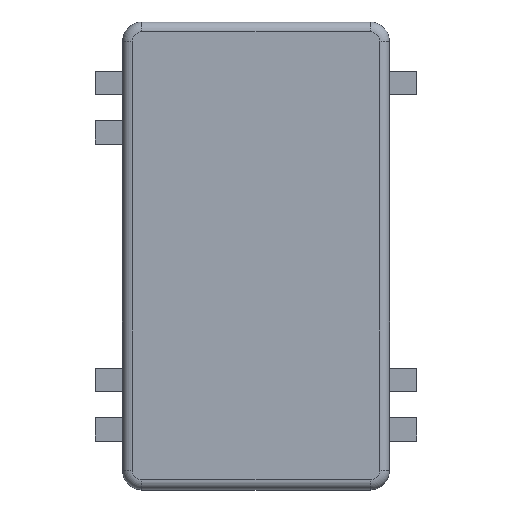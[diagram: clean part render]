
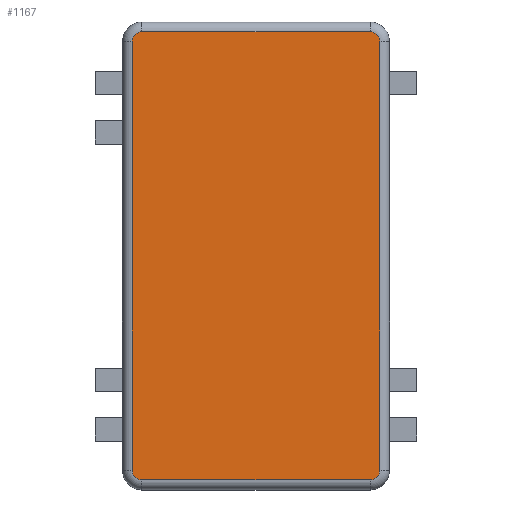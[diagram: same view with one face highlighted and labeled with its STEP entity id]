
A CAD part, top view. The second image highlights one B-rep face of the part: STEP entity #1167.
In plain terms, the highlighted planar face has unit normal (0, 0, 1).
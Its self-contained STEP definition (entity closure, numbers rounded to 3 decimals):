
#13=DIRECTION('',(0.,0.,1.));
#32=DIRECTION('',(-1.,0.,0.));
#33=DIRECTION('',(0.,1.,0.));
#37=VECTOR('',#38,1.);
#38=DIRECTION('',(0.,-1.));
#39=( GEOMETRIC_REPRESENTATION_CONTEXT(2) PARAMETRIC_REPRESENTATION_CONTEXT() REPRESENTATION_CONTEXT('2D SPACE','') );
#49=VECTOR('',#50,1.);
#50=DIRECTION('',(-1.,0.));
#57=VECTOR('',#33,1.);
#62=VECTOR('',#63,1.);
#63=DIRECTION('',(1.,0.));
#105=VECTOR('',#106,1.);
#106=DIRECTION('',(0.,1.));
#117=VECTOR('',#118,1.);
#118=DIRECTION('',(1.,0.,0.));
#153=DIRECTION('',(0.,-1.,0.));
#164=VECTOR('',#153,1.);
#200=VECTOR('',#32,1.);
#738=DEFINITIONAL_REPRESENTATION('',(#739),#39);
#739=LINE('',#740,#741);
#740=CARTESIAN_POINT('',(-1.571,0.));
#741=VECTOR('',#742,1.);
#742=DIRECTION('',(0.,1.));
#770=CYLINDRICAL_SURFACE('',#771,0.5);
#771=AXIS2_PLACEMENT_3D('',#772,#33,#118);
#772=CARTESIAN_POINT('',(6.35,-11.,7.75));
#812=AXIS2_PLACEMENT_3D('',#813,#13,#118);
#813=CARTESIAN_POINT('',(5.85,11.,7.75));
#819=TOROIDAL_SURFACE('',#812,0.5,0.5);
#870=DEFINITIONAL_REPRESENTATION('',(#871),#39);
#871=LINE('',#872,#105);
#872=CARTESIAN_POINT('',(6.35,-11.));
#878=VERTEX_POINT('',#879);
#879=CARTESIAN_POINT('',(6.35,-11.,8.25));
#887=TOROIDAL_SURFACE('',#888,0.5,0.5);
#888=AXIS2_PLACEMENT_3D('',#889,#13,#153);
#889=CARTESIAN_POINT('',(5.85,-11.,7.75));
#893=ORIENTED_EDGE('',*,*,#894,.T.);
#894=EDGE_CURVE('',#878,#895,#897,.T.);
#895=VERTEX_POINT('',#896);
#896=CARTESIAN_POINT('',(6.35,11.,8.25));
#897=SURFACE_CURVE('',#898,(#899,#900),.PCURVE_S1.);
#898=LINE('',#879,#57);
#899=PCURVE('',#770,#738);
#900=PCURVE('',#901,#870);
#901=PLANE('',#902);
#902=AXIS2_PLACEMENT_3D('',#903,#13,#118);
#903=CARTESIAN_POINT('',(0.,0.,8.25));
#914=CARTESIAN_POINT('',(0.,1.571));
#941=DIRECTION('',(0.,0.,1.));
#964=DEFINITIONAL_REPRESENTATION('',(#965),#39);
#965=CIRCLE('',#966,0.5);
#966=AXIS2_PLACEMENT_2D('',#967,#63);
#967=CARTESIAN_POINT('',(5.85,11.));
#988=VERTEX_POINT('',#989);
#989=CARTESIAN_POINT('',(5.85,11.5,8.25));
#993=CARTESIAN_POINT('',(5.85,11.5,7.75));
#996=CYLINDRICAL_SURFACE('',#997,0.5);
#997=AXIS2_PLACEMENT_3D('',#993,#32,#33);
#999=EDGE_CURVE('',#895,#988,#1000,.T.);
#1000=SURFACE_CURVE('',#1001,(#1004,#1007),.PCURVE_S1.);
#1001=CIRCLE('',#1002,0.5);
#1002=AXIS2_PLACEMENT_3D('',#1003,#13,#118);
#1003=CARTESIAN_POINT('',(5.85,11.,8.25));
#1004=PCURVE('',#819,#1005);
#1005=DEFINITIONAL_REPRESENTATION('',(#1006),#39);
#1006=LINE('',#914,#62);
#1007=PCURVE('',#901,#964);
#1065=DEFINITIONAL_REPRESENTATION('',(#1066),#39);
#1066=CIRCLE('',#1067,0.5);
#1067=AXIS2_PLACEMENT_2D('',#1068,#38);
#1068=CARTESIAN_POINT('',(5.85,-11.));
#1080=DEFINITIONAL_REPRESENTATION('',(#1081),#39);
#1081=LINE('',#1082,#49);
#1082=CARTESIAN_POINT('',(5.85,11.5));
#1091=DIRECTION('',(0.,0.,1.));
#1093=DEFINITIONAL_REPRESENTATION('',(#1094),#39);
#1094=CIRCLE('',#1095,0.5);
#1095=AXIS2_PLACEMENT_2D('',#1096,#106);
#1096=CARTESIAN_POINT('',(-5.85,11.));
#1108=DEFINITIONAL_REPRESENTATION('',(#1109),#39);
#1109=LINE('',#1110,#37);
#1110=CARTESIAN_POINT('',(-6.35,11.));
#1124=DEFINITIONAL_REPRESENTATION('',(#1125),#39);
#1125=CIRCLE('',#1126,0.5);
#1126=AXIS2_PLACEMENT_2D('',#1127,#50);
#1127=CARTESIAN_POINT('',(-5.85,-11.));
#1137=DEFINITIONAL_REPRESENTATION('',(#1138),#39);
#1138=LINE('',#1139,#62);
#1139=CARTESIAN_POINT('',(-5.85,-11.5));
#1147=VERTEX_POINT('',#1148);
#1148=CARTESIAN_POINT('',(5.85,-11.5,8.25));
#1155=CYLINDRICAL_SURFACE('',#1156,0.5);
#1156=AXIS2_PLACEMENT_3D('',#1157,#118,#153);
#1157=CARTESIAN_POINT('',(-5.85,-11.5,7.75));
#1160=EDGE_CURVE('',#1147,#878,#1161,.T.);
#1161=SURFACE_CURVE('',#1162,(#1165,#1166),.PCURVE_S1.);
#1162=CIRCLE('',#1163,0.5);
#1163=AXIS2_PLACEMENT_3D('',#1164,#941,#153);
#1164=CARTESIAN_POINT('',(5.85,-11.,8.25));
#1165=PCURVE('',#887,#1005);
#1166=PCURVE('',#901,#1065);
#1167=ADVANCED_FACE('',(#1168),#901,.T.);
#1168=FACE_BOUND('',#1169,.T.);
#1169=EDGE_LOOP('',(#1170,#1178,#1191,#1202,#1215,#1221,#893,#1222));
#1170=ORIENTED_EDGE('',*,*,#1171,.T.);
#1171=EDGE_CURVE('',#988,#1172,#1174,.T.);
#1172=VERTEX_POINT('',#1173);
#1173=CARTESIAN_POINT('',(-5.85,11.5,8.25));
#1174=SURFACE_CURVE('',#1175,(#1176,#1177),.PCURVE_S1.);
#1175=LINE('',#989,#200);
#1176=PCURVE('',#901,#1080);
#1177=PCURVE('',#996,#738);
#1178=ORIENTED_EDGE('',*,*,#1179,.T.);
#1179=EDGE_CURVE('',#1172,#1180,#1182,.T.);
#1180=VERTEX_POINT('',#1181);
#1181=CARTESIAN_POINT('',(-6.35,11.,8.25));
#1182=SURFACE_CURVE('',#1183,(#1186,#1187),.PCURVE_S1.);
#1183=CIRCLE('',#1184,0.5);
#1184=AXIS2_PLACEMENT_3D('',#1185,#1091,#33);
#1185=CARTESIAN_POINT('',(-5.85,11.,8.25));
#1186=PCURVE('',#901,#1093);
#1187=PCURVE('',#1188,#1005);
#1188=TOROIDAL_SURFACE('',#1189,0.5,0.5);
#1189=AXIS2_PLACEMENT_3D('',#1190,#13,#33);
#1190=CARTESIAN_POINT('',(-5.85,11.,7.75));
#1191=ORIENTED_EDGE('',*,*,#1192,.T.);
#1192=EDGE_CURVE('',#1180,#1193,#1195,.T.);
#1193=VERTEX_POINT('',#1194);
#1194=CARTESIAN_POINT('',(-6.35,-11.,8.25));
#1195=SURFACE_CURVE('',#1196,(#1197,#1198),.PCURVE_S1.);
#1196=LINE('',#1181,#164);
#1197=PCURVE('',#901,#1108);
#1198=PCURVE('',#1199,#738);
#1199=CYLINDRICAL_SURFACE('',#1200,0.5);
#1200=AXIS2_PLACEMENT_3D('',#1201,#153,#32);
#1201=CARTESIAN_POINT('',(-6.35,11.,7.75));
#1202=ORIENTED_EDGE('',*,*,#1203,.T.);
#1203=EDGE_CURVE('',#1193,#1204,#1206,.T.);
#1204=VERTEX_POINT('',#1205);
#1205=CARTESIAN_POINT('',(-5.85,-11.5,8.25));
#1206=SURFACE_CURVE('',#1207,(#1210,#1211),.PCURVE_S1.);
#1207=CIRCLE('',#1208,0.5);
#1208=AXIS2_PLACEMENT_3D('',#1209,#13,#32);
#1209=CARTESIAN_POINT('',(-5.85,-11.,8.25));
#1210=PCURVE('',#901,#1124);
#1211=PCURVE('',#1212,#1005);
#1212=TOROIDAL_SURFACE('',#1213,0.5,0.5);
#1213=AXIS2_PLACEMENT_3D('',#1214,#13,#32);
#1214=CARTESIAN_POINT('',(-5.85,-11.,7.75));
#1215=ORIENTED_EDGE('',*,*,#1216,.T.);
#1216=EDGE_CURVE('',#1204,#1147,#1217,.T.);
#1217=SURFACE_CURVE('',#1218,(#1219,#1220),.PCURVE_S1.);
#1218=LINE('',#1205,#117);
#1219=PCURVE('',#901,#1137);
#1220=PCURVE('',#1155,#738);
#1221=ORIENTED_EDGE('',*,*,#1160,.T.);
#1222=ORIENTED_EDGE('',*,*,#999,.T.);
